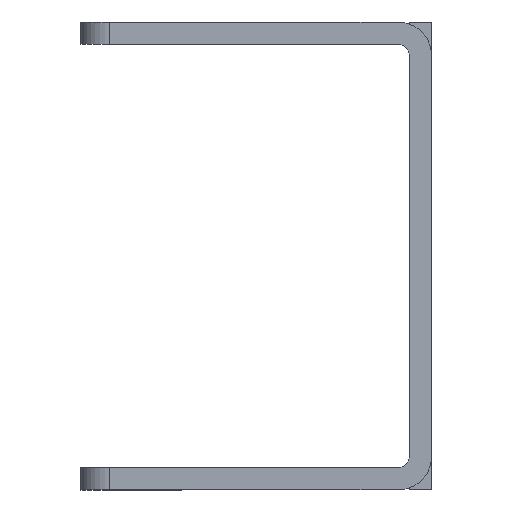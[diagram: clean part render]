
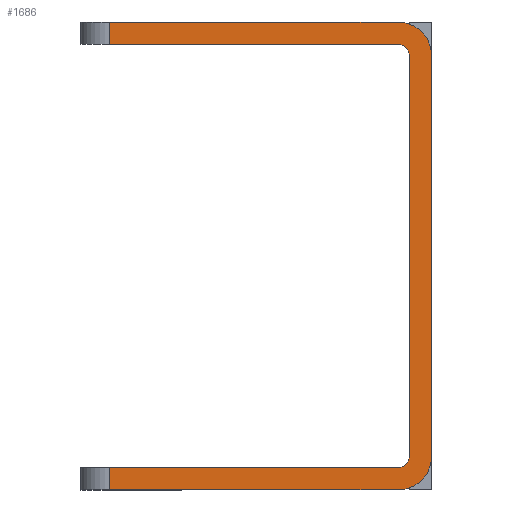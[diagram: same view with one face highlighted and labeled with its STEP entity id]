
A CAD part, left-side view. The second image highlights one B-rep face of the part: STEP entity #1686.
In plain terms, the highlighted planar face has unit normal (-1, 0, 0).
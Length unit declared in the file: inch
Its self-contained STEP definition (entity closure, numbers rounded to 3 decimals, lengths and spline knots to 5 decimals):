
#82 = EDGE_CURVE ( 'NONE', #1559, #2147, #1142, .T. ) ;
#125 = DIRECTION ( 'NONE',  ( 0., 0., 1. ) ) ;
#164 = CARTESIAN_POINT ( 'NONE',  ( -17.75, 1.375, 1. ) ) ;
#210 = AXIS2_PLACEMENT_3D ( 'NONE', #2562, #1386, #2058 ) ;
#239 = DIRECTION ( 'NONE',  ( 0., 1., 0. ) ) ;
#292 = DIRECTION ( 'NONE',  ( 0., 0., -1. ) ) ;
#305 = EDGE_CURVE ( 'NONE', #662, #1490, #473, .T. ) ;
#313 = AXIS2_PLACEMENT_3D ( 'NONE', #2685, #2466, #824 ) ;
#332 = EDGE_CURVE ( 'NONE', #1402, #1706, #1137, .T. ) ;
#374 = VECTOR ( 'NONE', #2143, 39.37008 ) ;
#414 = ORIENTED_EDGE ( 'NONE', *, *, #2960, .F. ) ;
#449 = ORIENTED_EDGE ( 'NONE', *, *, #1499, .F. ) ;
#472 = CARTESIAN_POINT ( 'NONE',  ( -17.75, 0.095, 0.857 ) ) ;
#473 = LINE ( 'NONE', #2596, #873 ) ;
#488 = DIRECTION ( 'NONE',  ( 0., -1., 0. ) ) ;
#514 = AXIS2_PLACEMENT_3D ( 'NONE', #2923, #2430, #292 ) ;
#520 = VECTOR ( 'NONE', #1897, 39.37008 ) ;
#568 = ORIENTED_EDGE ( 'NONE', *, *, #884, .T. ) ;
#570 = ORIENTED_EDGE ( 'NONE', *, *, #1188, .F. ) ;
#604 = CARTESIAN_POINT ( 'NONE',  ( -17.75, 1.375, -1. ) ) ;
#642 = CARTESIAN_POINT ( 'NONE',  ( -17.75, 1.375, -1. ) ) ;
#662 = VERTEX_POINT ( 'NONE', #852 ) ;
#663 = ORIENTED_EDGE ( 'NONE', *, *, #1934, .F. ) ;
#664 = LINE ( 'NONE', #704, #520 ) ;
#693 = VECTOR ( 'NONE', #125, 39.37008 ) ;
#704 = CARTESIAN_POINT ( 'NONE',  ( -17.75, 0.095, 1. ) ) ;
#750 = CARTESIAN_POINT ( 'NONE',  ( -17.75, 0.143, -0.905 ) ) ;
#767 = CIRCLE ( 'NONE', #2237, 0.048 ) ;
#783 = CARTESIAN_POINT ( 'NONE',  ( -17.75, 0.095, -1. ) ) ;
#811 = VERTEX_POINT ( 'NONE', #1030 ) ;
#824 = DIRECTION ( 'NONE',  ( 0., 0., 1. ) ) ;
#852 = CARTESIAN_POINT ( 'NONE',  ( -17.75, 1.375, -0.905 ) ) ;
#873 = VECTOR ( 'NONE', #488, 39.37008 ) ;
#884 = EDGE_CURVE ( 'NONE', #979, #1963, #1801, .T. ) ;
#895 = EDGE_LOOP ( 'NONE', ( #449, #663, #570, #2198, #1340, #414, #906, #1372, #568, #2004, #1563, #1056 ) ) ;
#906 = ORIENTED_EDGE ( 'NONE', *, *, #332, .F. ) ;
#915 = CARTESIAN_POINT ( 'NONE',  ( -17.75, 1.375, 0.905 ) ) ;
#920 = CARTESIAN_POINT ( 'NONE',  ( -17.75, 0.143, 0.905 ) ) ;
#979 = VERTEX_POINT ( 'NONE', #920 ) ;
#1030 = CARTESIAN_POINT ( 'NONE',  ( -17.75, 0.095, -0.857 ) ) ;
#1041 = CARTESIAN_POINT ( 'NONE',  ( -17.75, 0., -0.857 ) ) ;
#1056 = ORIENTED_EDGE ( 'NONE', *, *, #305, .F. ) ;
#1108 = DIRECTION ( 'NONE',  ( -1., 0., 0. ) ) ;
#1112 = FACE_OUTER_BOUND ( 'NONE', #895, .T. ) ;
#1137 = LINE ( 'NONE', #604, #693 ) ;
#1142 = LINE ( 'NONE', #1688, #2965 ) ;
#1167 = EDGE_CURVE ( 'NONE', #811, #1963, #1391, .T. ) ;
#1188 = EDGE_CURVE ( 'NONE', #2147, #1607, #1512, .T. ) ;
#1239 = VECTOR ( 'NONE', #239, 39.37008 ) ;
#1251 = VECTOR ( 'NONE', #1796, 39.37008 ) ;
#1271 = VERTEX_POINT ( 'NONE', #1810 ) ;
#1333 = PLANE ( 'NONE',  #210 ) ;
#1340 = ORIENTED_EDGE ( 'NONE', *, *, #2182, .F. ) ;
#1372 = ORIENTED_EDGE ( 'NONE', *, *, #1994, .F. ) ;
#1386 = DIRECTION ( 'NONE',  ( 1., 0., 0. ) ) ;
#1391 = LINE ( 'NONE', #783, #2072 ) ;
#1402 = VERTEX_POINT ( 'NONE', #915 ) ;
#1448 = DIRECTION ( 'NONE',  ( 0., 0., 1. ) ) ;
#1474 = CARTESIAN_POINT ( 'NONE',  ( -17.75, 0.143, 1. ) ) ;
#1490 = VERTEX_POINT ( 'NONE', #750 ) ;
#1499 = EDGE_CURVE ( 'NONE', #1271, #662, #1767, .T. ) ;
#1512 = CIRCLE ( 'NONE', #514, 0.143 ) ;
#1559 = VERTEX_POINT ( 'NONE', #2680 ) ;
#1563 = ORIENTED_EDGE ( 'NONE', *, *, #1677, .F. ) ;
#1607 = VERTEX_POINT ( 'NONE', #2282 ) ;
#1666 = LINE ( 'NONE', #2125, #374 ) ;
#1677 = EDGE_CURVE ( 'NONE', #1490, #811, #767, .T. ) ;
#1686 = ADVANCED_FACE ( 'NONE', ( #1112 ), #1333, .F. ) ;
#1688 = CARTESIAN_POINT ( 'NONE',  ( -17.75, 0., -1. ) ) ;
#1706 = VERTEX_POINT ( 'NONE', #164 ) ;
#1735 = DIRECTION ( 'NONE',  ( 0., 0., 1. ) ) ;
#1767 = LINE ( 'NONE', #642, #1251 ) ;
#1796 = DIRECTION ( 'NONE',  ( 0., 0., 1. ) ) ;
#1801 = CIRCLE ( 'NONE', #313, 0.048 ) ;
#1810 = CARTESIAN_POINT ( 'NONE',  ( -17.75, 1.375, -1. ) ) ;
#1897 = DIRECTION ( 'NONE',  ( 0., -1., 0. ) ) ;
#1922 = DIRECTION ( 'NONE',  ( 0., 0., -1. ) ) ;
#1934 = EDGE_CURVE ( 'NONE', #1607, #1271, #2329, .T. ) ;
#1963 = VERTEX_POINT ( 'NONE', #472 ) ;
#1990 = CARTESIAN_POINT ( 'NONE',  ( -17.75, 0.143, 0.857 ) ) ;
#1994 = EDGE_CURVE ( 'NONE', #979, #1402, #1666, .T. ) ;
#2004 = ORIENTED_EDGE ( 'NONE', *, *, #1167, .F. ) ;
#2058 = DIRECTION ( 'NONE',  ( 0., 0., -1. ) ) ;
#2072 = VECTOR ( 'NONE', #1448, 39.37008 ) ;
#2114 = CARTESIAN_POINT ( 'NONE',  ( -17.75, 0.095, -1. ) ) ;
#2125 = CARTESIAN_POINT ( 'NONE',  ( -17.75, 0.095, 0.905 ) ) ;
#2143 = DIRECTION ( 'NONE',  ( 0., 1., 0. ) ) ;
#2147 = VERTEX_POINT ( 'NONE', #1041 ) ;
#2182 = EDGE_CURVE ( 'NONE', #3057, #1559, #2778, .T. ) ;
#2198 = ORIENTED_EDGE ( 'NONE', *, *, #82, .F. ) ;
#2237 = AXIS2_PLACEMENT_3D ( 'NONE', #2522, #1108, #3010 ) ;
#2282 = CARTESIAN_POINT ( 'NONE',  ( -17.75, 0.143, -1. ) ) ;
#2329 = LINE ( 'NONE', #2114, #1239 ) ;
#2387 = AXIS2_PLACEMENT_3D ( 'NONE', #1990, #2963, #1735 ) ;
#2430 = DIRECTION ( 'NONE',  ( 1., 0., 0. ) ) ;
#2466 = DIRECTION ( 'NONE',  ( 1., 0., 0. ) ) ;
#2522 = CARTESIAN_POINT ( 'NONE',  ( -17.75, 0.143, -0.857 ) ) ;
#2562 = CARTESIAN_POINT ( 'NONE',  ( -17.75, 0.095, -1. ) ) ;
#2596 = CARTESIAN_POINT ( 'NONE',  ( -17.75, 0.095, -0.905 ) ) ;
#2680 = CARTESIAN_POINT ( 'NONE',  ( -17.75, 0., 0.857 ) ) ;
#2685 = CARTESIAN_POINT ( 'NONE',  ( -17.75, 0.143, 0.857 ) ) ;
#2778 = CIRCLE ( 'NONE', #2387, 0.143 ) ;
#2923 = CARTESIAN_POINT ( 'NONE',  ( -17.75, 0.143, -0.857 ) ) ;
#2960 = EDGE_CURVE ( 'NONE', #1706, #3057, #664, .T. ) ;
#2963 = DIRECTION ( 'NONE',  ( 1., 0., 0. ) ) ;
#2965 = VECTOR ( 'NONE', #1922, 39.37008 ) ;
#3010 = DIRECTION ( 'NONE',  ( 0., 0., -1. ) ) ;
#3057 = VERTEX_POINT ( 'NONE', #1474 ) ;
